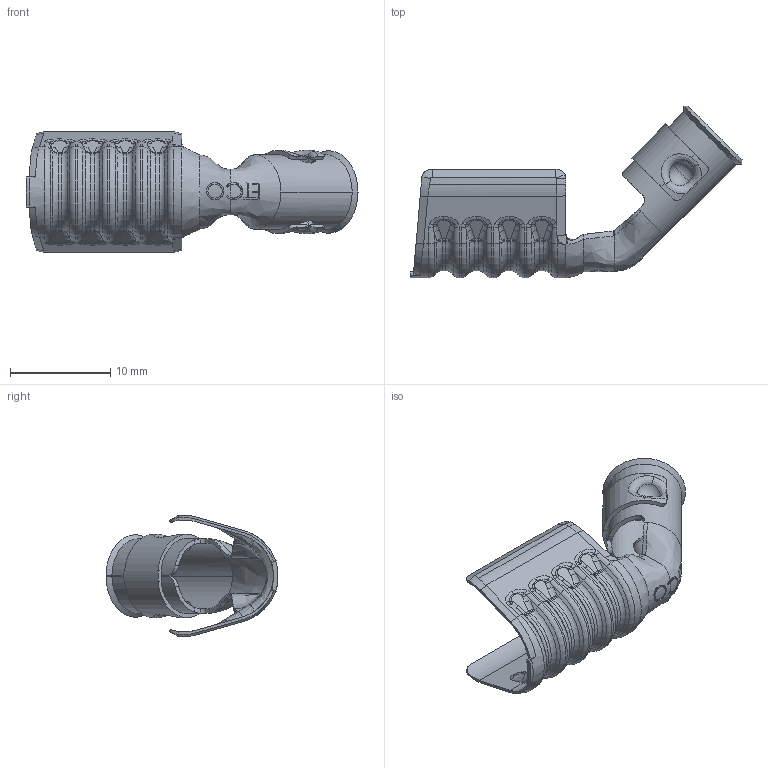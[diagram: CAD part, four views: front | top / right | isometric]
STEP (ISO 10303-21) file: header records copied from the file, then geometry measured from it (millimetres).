
FILE_DESCRIPTION (( 'STEP AP203' ), '1' );
FILE_NAME ('SP98-8M-WD-135.STEP', '2020-12-01T11:46:23', ( 'tempuser' ), ( 'Microsoft' ), 'SwSTEP 2.0', 'SolidWorks 2019', '' );
FILE_SCHEMA (( 'CONFIG_CONTROL_DESIGN' ));
Length unit declared in the file: inch
Products named in the file (3): SCA4 expanded for mating_SCA4-G; SP98-8M-WD-135_SP98-8M-WD-135 without carrier; SP98-8M-WD-135
Assembly tree (2 placements, depth 2):
  SP98-8M-WD-135
    SCA4 expanded for mating_SCA4-G
    SP98-8M-WD-135_SP98-8M-WD-135 without carrier
Bounding box: 33.09 x 17.14 x 12.06 mm (x, y, z)
Volume: 344.1 mm3; surface area: 1720.1 mm2
Topology: 2 solids, 2 shells, 524 faces, 1353 edges, 837 vertices
Faces by surface type: bspline 250, cylinder 119, plane 95, sphere 24, torus 19, cone 17
Entity records: 28256 total; most frequent: CARTESIAN_POINT 17074, ORIENTED_EDGE 2706, DIRECTION 1701, EDGE_CURVE 1353, VERTEX_POINT 837, AXIS2_PLACEMENT_3D 675, B_SPLINE_CURVE_WITH_KNOTS 547, EDGE_LOOP 532
